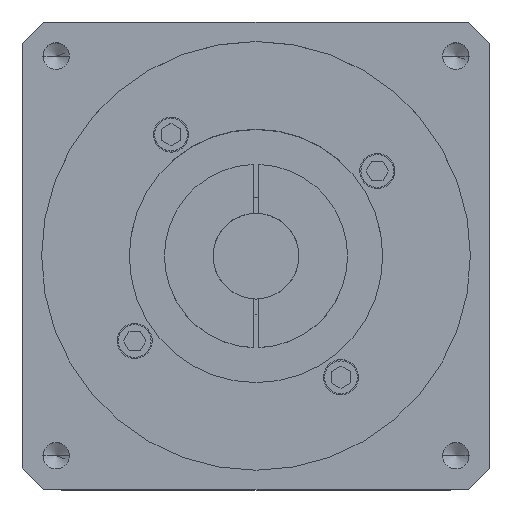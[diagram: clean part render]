
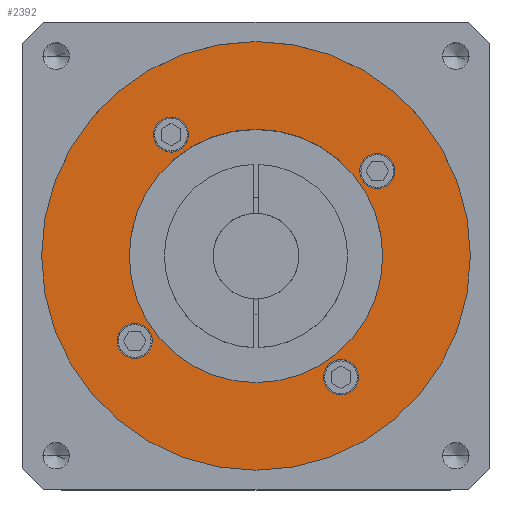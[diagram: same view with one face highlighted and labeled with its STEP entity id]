
A CAD part, top view. The second image highlights one B-rep face of the part: STEP entity #2392.
In plain terms, the highlighted planar face has unit normal (0, 0, 1).
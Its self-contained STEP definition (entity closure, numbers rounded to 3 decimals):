
#13 = FACE_BOUND ( 'NONE', #5108, .T. ) ;
#31 = EDGE_CURVE ( 'NONE', #4245, #2071, #809, .T. ) ;
#250 = DIRECTION ( 'NONE',  ( 0., 0., 1. ) ) ;
#299 = VERTEX_POINT ( 'NONE', #6331 ) ;
#337 = DIRECTION ( 'NONE',  ( 1., 0., 0. ) ) ;
#371 = DIRECTION ( 'NONE',  ( 0., 0., 1. ) ) ;
#452 = CARTESIAN_POINT ( 'NONE',  ( 31.128, 21.796, 123. ) ) ;
#537 = CIRCLE ( 'NONE', #2511, 55. ) ;
#673 = EDGE_CURVE ( 'NONE', #5578, #2912, #3496, .T. ) ;
#703 = CARTESIAN_POINT ( 'NONE',  ( 26.296, -31.128, 123. ) ) ;
#735 = DIRECTION ( 'NONE',  ( 0., 0., 1. ) ) ;
#740 = DIRECTION ( 'NONE',  ( 1., 0., 0. ) ) ;
#745 = DIRECTION ( 'NONE',  ( 1., 0., 0. ) ) ;
#790 = DIRECTION ( 'NONE',  ( 0., 0., 1. ) ) ;
#802 = CARTESIAN_POINT ( 'NONE',  ( -21.796, 31.128, 123. ) ) ;
#809 = CIRCLE ( 'NONE', #2943, 55. ) ;
#917 = ORIENTED_EDGE ( 'NONE', *, *, #6234, .T. ) ;
#932 = EDGE_CURVE ( 'NONE', #299, #4873, #2865, .T. ) ;
#1151 = FACE_BOUND ( 'NONE', #4961, .T. ) ;
#1190 = DIRECTION ( 'NONE',  ( 0., 0., 1. ) ) ;
#1194 = CARTESIAN_POINT ( 'NONE',  ( -32.5, 0., 123. ) ) ;
#1331 = CARTESIAN_POINT ( 'NONE',  ( -26.296, 31.128, 123. ) ) ;
#1380 = CIRCLE ( 'NONE', #5712, 4.5 ) ;
#1410 = EDGE_CURVE ( 'NONE', #2088, #2246, #4631, .T. ) ;
#1510 = ORIENTED_EDGE ( 'NONE', *, *, #2932, .F. ) ;
#1550 = CARTESIAN_POINT ( 'NONE',  ( -31.128, -21.796, 123. ) ) ;
#1648 = DIRECTION ( 'NONE',  ( 0., 0., 1. ) ) ;
#1685 = EDGE_LOOP ( 'NONE', ( #2986, #1510 ) ) ;
#1702 = EDGE_CURVE ( 'NONE', #5263, #4204, #1863, .T. ) ;
#1863 = CIRCLE ( 'NONE', #4933, 4.5 ) ;
#1993 = EDGE_LOOP ( 'NONE', ( #3479, #2677 ) ) ;
#2033 = DIRECTION ( 'NONE',  ( 0., 0., 1. ) ) ;
#2065 = DIRECTION ( 'NONE',  ( 1., 0., 0. ) ) ;
#2071 = VERTEX_POINT ( 'NONE', #3045 ) ;
#2088 = VERTEX_POINT ( 'NONE', #2860 ) ;
#2246 = VERTEX_POINT ( 'NONE', #2455 ) ;
#2364 = AXIS2_PLACEMENT_3D ( 'NONE', #802, #790, #740 ) ;
#2366 = DIRECTION ( 'NONE',  ( 0., 0., 1. ) ) ;
#2377 = ORIENTED_EDGE ( 'NONE', *, *, #5100, .F. ) ;
#2392 = ADVANCED_FACE ( 'NONE', ( #1151, #13, #5052, #2612, #6220, #4894 ), #3673, .T. ) ;
#2428 = EDGE_LOOP ( 'NONE', ( #5983, #5403 ) ) ;
#2455 = CARTESIAN_POINT ( 'NONE',  ( 26.628, 21.796, 123. ) ) ;
#2511 = AXIS2_PLACEMENT_3D ( 'NONE', #5696, #2758, #6188 ) ;
#2612 = FACE_BOUND ( 'NONE', #1685, .T. ) ;
#2629 = AXIS2_PLACEMENT_3D ( 'NONE', #5279, #2366, #5787 ) ;
#2659 = AXIS2_PLACEMENT_3D ( 'NONE', #1550, #4980, #2065 ) ;
#2672 = VERTEX_POINT ( 'NONE', #4466 ) ;
#2677 = ORIENTED_EDGE ( 'NONE', *, *, #673, .F. ) ;
#2685 = CARTESIAN_POINT ( 'NONE',  ( 0., 0., 123. ) ) ;
#2712 = CARTESIAN_POINT ( 'NONE',  ( 0., 0., 123. ) ) ;
#2713 = CARTESIAN_POINT ( 'NONE',  ( -55., 0., 123. ) ) ;
#2758 = DIRECTION ( 'NONE',  ( 0., 0., 1. ) ) ;
#2779 = DIRECTION ( 'NONE',  ( 0., 0., 1. ) ) ;
#2860 = CARTESIAN_POINT ( 'NONE',  ( 35.628, 21.796, 123. ) ) ;
#2865 = CIRCLE ( 'NONE', #2364, 4.5 ) ;
#2896 = ORIENTED_EDGE ( 'NONE', *, *, #932, .F. ) ;
#2912 = VERTEX_POINT ( 'NONE', #6027 ) ;
#2925 = ORIENTED_EDGE ( 'NONE', *, *, #31, .T. ) ;
#2932 = EDGE_CURVE ( 'NONE', #2246, #2088, #3624, .T. ) ;
#2943 = AXIS2_PLACEMENT_3D ( 'NONE', #3973, #3853, #3915 ) ;
#2986 = ORIENTED_EDGE ( 'NONE', *, *, #1410, .F. ) ;
#3045 = CARTESIAN_POINT ( 'NONE',  ( 55., 0., 123. ) ) ;
#3137 = AXIS2_PLACEMENT_3D ( 'NONE', #2712, #5638, #6250 ) ;
#3171 = CARTESIAN_POINT ( 'NONE',  ( -21.796, 31.128, 123. ) ) ;
#3266 = CARTESIAN_POINT ( 'NONE',  ( 21.796, -31.128, 123. ) ) ;
#3313 = CIRCLE ( 'NONE', #2629, 4.5 ) ;
#3479 = ORIENTED_EDGE ( 'NONE', *, *, #4708, .F. ) ;
#3496 = CIRCLE ( 'NONE', #3137, 32.5 ) ;
#3571 = AXIS2_PLACEMENT_3D ( 'NONE', #4119, #1190, #4625 ) ;
#3624 = CIRCLE ( 'NONE', #5934, 4.5 ) ;
#3673 = PLANE ( 'NONE',  #3980 ) ;
#3676 = DIRECTION ( 'NONE',  ( 1., 0., 0. ) ) ;
#3755 = AXIS2_PLACEMENT_3D ( 'NONE', #452, #371, #337 ) ;
#3853 = DIRECTION ( 'NONE',  ( 0., 0., 1. ) ) ;
#3915 = DIRECTION ( 'NONE',  ( 1., 0., 0. ) ) ;
#3973 = CARTESIAN_POINT ( 'NONE',  ( 0., 0., 123. ) ) ;
#3980 = AXIS2_PLACEMENT_3D ( 'NONE', #2685, #735, #4151 ) ;
#4119 = CARTESIAN_POINT ( 'NONE',  ( 0., 0., 123. ) ) ;
#4151 = DIRECTION ( 'NONE',  ( 1., 0., 0. ) ) ;
#4201 = CIRCLE ( 'NONE', #3571, 32.5 ) ;
#4204 = VERTEX_POINT ( 'NONE', #703 ) ;
#4245 = VERTEX_POINT ( 'NONE', #2713 ) ;
#4466 = CARTESIAN_POINT ( 'NONE',  ( -26.628, -21.796, 123. ) ) ;
#4575 = CARTESIAN_POINT ( 'NONE',  ( 31.128, 21.796, 123. ) ) ;
#4625 = DIRECTION ( 'NONE',  ( 1., 0., 0. ) ) ;
#4631 = CIRCLE ( 'NONE', #3755, 4.5 ) ;
#4708 = EDGE_CURVE ( 'NONE', #2912, #5578, #4201, .T. ) ;
#4712 = AXIS2_PLACEMENT_3D ( 'NONE', #3171, #250, #3676 ) ;
#4761 = ORIENTED_EDGE ( 'NONE', *, *, #5557, .F. ) ;
#4789 = CARTESIAN_POINT ( 'NONE',  ( -35.628, -21.796, 123. ) ) ;
#4873 = VERTEX_POINT ( 'NONE', #1331 ) ;
#4879 = VERTEX_POINT ( 'NONE', #4789 ) ;
#4894 = FACE_OUTER_BOUND ( 'NONE', #6263, .T. ) ;
#4933 = AXIS2_PLACEMENT_3D ( 'NONE', #3266, #2779, #745 ) ;
#4936 = CARTESIAN_POINT ( 'NONE',  ( 21.796, -31.128, 123. ) ) ;
#4961 = EDGE_LOOP ( 'NONE', ( #2896, #4761 ) ) ;
#4980 = DIRECTION ( 'NONE',  ( 0., 0., 1. ) ) ;
#5052 = FACE_BOUND ( 'NONE', #2428, .T. ) ;
#5070 = DIRECTION ( 'NONE',  ( 1., 0., 0. ) ) ;
#5095 = CARTESIAN_POINT ( 'NONE',  ( 17.296, -31.128, 123. ) ) ;
#5100 = EDGE_CURVE ( 'NONE', #4879, #2672, #5337, .T. ) ;
#5108 = EDGE_LOOP ( 'NONE', ( #5171, #2377 ) ) ;
#5171 = ORIENTED_EDGE ( 'NONE', *, *, #5771, .F. ) ;
#5263 = VERTEX_POINT ( 'NONE', #5095 ) ;
#5279 = CARTESIAN_POINT ( 'NONE',  ( -31.128, -21.796, 123. ) ) ;
#5337 = CIRCLE ( 'NONE', #2659, 4.5 ) ;
#5403 = ORIENTED_EDGE ( 'NONE', *, *, #1702, .F. ) ;
#5431 = DIRECTION ( 'NONE',  ( 1., 0., 0. ) ) ;
#5557 = EDGE_CURVE ( 'NONE', #4873, #299, #5694, .T. ) ;
#5578 = VERTEX_POINT ( 'NONE', #1194 ) ;
#5638 = DIRECTION ( 'NONE',  ( 0., 0., 1. ) ) ;
#5694 = CIRCLE ( 'NONE', #4712, 4.5 ) ;
#5696 = CARTESIAN_POINT ( 'NONE',  ( 0., 0., 123. ) ) ;
#5712 = AXIS2_PLACEMENT_3D ( 'NONE', #4936, #2033, #5431 ) ;
#5771 = EDGE_CURVE ( 'NONE', #2672, #4879, #3313, .T. ) ;
#5787 = DIRECTION ( 'NONE',  ( 1., 0., 0. ) ) ;
#5934 = AXIS2_PLACEMENT_3D ( 'NONE', #4575, #1648, #5070 ) ;
#5961 = EDGE_CURVE ( 'NONE', #4204, #5263, #1380, .T. ) ;
#5983 = ORIENTED_EDGE ( 'NONE', *, *, #5961, .F. ) ;
#6027 = CARTESIAN_POINT ( 'NONE',  ( 32.5, 0., 123. ) ) ;
#6188 = DIRECTION ( 'NONE',  ( 1., 0., 0. ) ) ;
#6220 = FACE_BOUND ( 'NONE', #1993, .T. ) ;
#6234 = EDGE_CURVE ( 'NONE', #2071, #4245, #537, .T. ) ;
#6250 = DIRECTION ( 'NONE',  ( 1., 0., 0. ) ) ;
#6263 = EDGE_LOOP ( 'NONE', ( #917, #2925 ) ) ;
#6331 = CARTESIAN_POINT ( 'NONE',  ( -17.296, 31.128, 123. ) ) ;
